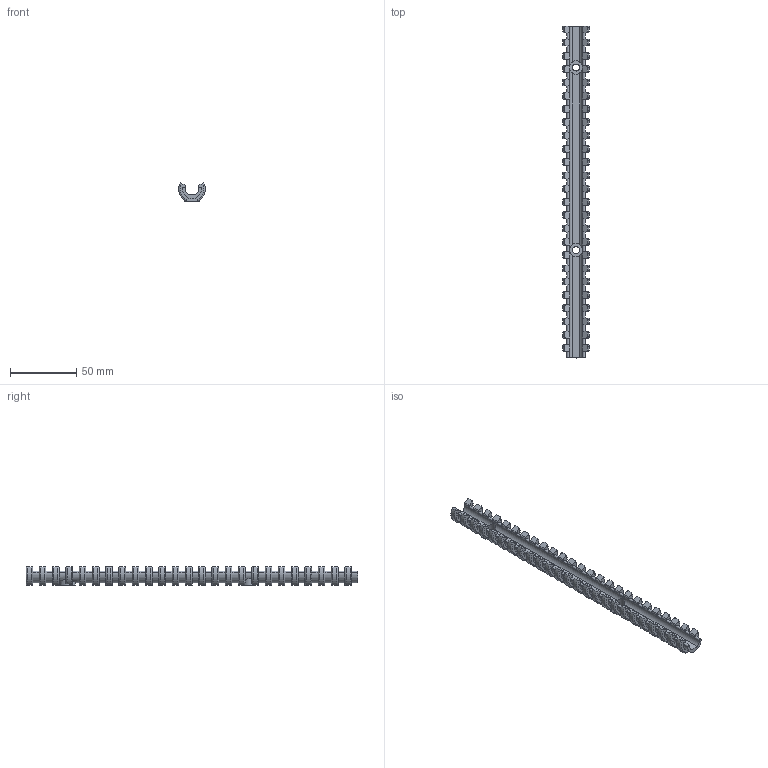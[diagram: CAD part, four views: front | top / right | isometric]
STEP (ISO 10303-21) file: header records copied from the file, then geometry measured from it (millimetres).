
FILE_DESCRIPTION(/* description */ (''),/* implementation_level */ '2;1');
FILE_NAME(/* name */ 'back_spine_400.step',/* time_stamp */ '2021-10-06T15:03:40+01:00',/* author */ (''),/* organization */ (''),/* preprocessor_version */ 'ST-DEVELOPER v18.1',/* originating_system */ 'Autodesk Translation Framework v10.10.0.1391',/* authorisation */ '');
FILE_SCHEMA (('AUTOMOTIVE_DESIGN { 1 0 10303 214 3 1 1 }'));
Length unit declared in the file: millimetre
Products named in the file (1): (Unsaved)
Bounding box: 20 x 250 x 14 mm (x, y, z)
Volume: 24609.9 mm3; surface area: 19713.2 mm2
Topology: 1 solids, 1 shells, 517 faces, 1455 edges, 940 vertices
Faces by surface type: plane 232, cylinder 185, torus 100
Full cylindrical faces by diameter (mm): 5.3 x2, 10 x2, 12 x1
Entity records: 17700 total; most frequent: CARTESIAN_POINT 3893, DIRECTION 3065, ORIENTED_EDGE 2910, EDGE_CURVE 1455, AXIS2_PLACEMENT_3D 1203, VERTEX_POINT 940, CIRCLE 675, LINE 659
